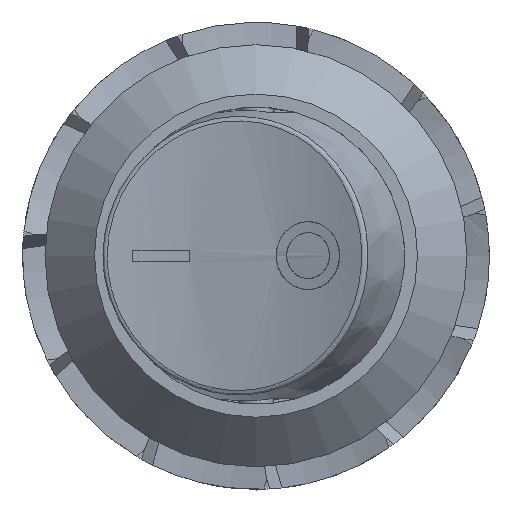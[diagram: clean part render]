
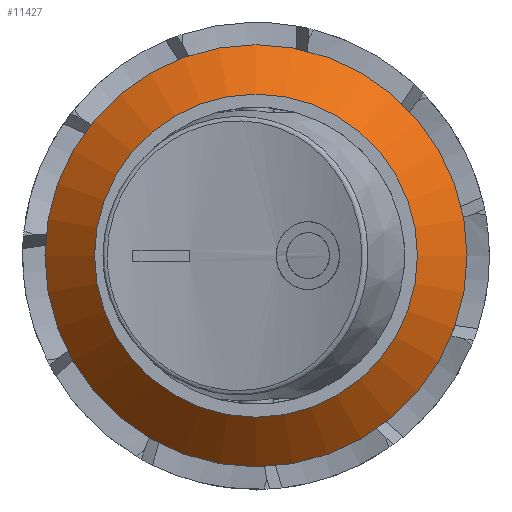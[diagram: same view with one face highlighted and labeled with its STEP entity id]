
A CAD part, top view. The second image highlights one B-rep face of the part: STEP entity #11427.
In plain terms, the highlighted conical face has half-angle 45 degrees and reference radius 25.4 mm.
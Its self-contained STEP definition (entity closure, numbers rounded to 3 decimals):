
#11400=CARTESIAN_POINT('',(0.0,0.0,-12.6));
#11401=DIRECTION('',(0.0,0.0,-1.0));
#11402=DIRECTION('',(1.0,0.0,0.0));
#11403=AXIS2_PLACEMENT_3D('',#11400,#11401,#11402);
#11404=CONICAL_SURFACE('',#11403,25.4,45.);
#11405=CARTESIAN_POINT('',(11.5,0.,1.3));
#11406=VERTEX_POINT('',#11405);
#11407=CARTESIAN_POINT('',(0.0,0.0,1.3));
#11408=DIRECTION('',(0.0,0.0,1.0));
#11409=DIRECTION('',(-1.0,0.0,0.0));
#11410=AXIS2_PLACEMENT_3D('',#11407,#11408,#11409);
#11411=CIRCLE('',#11410,11.5);
#11412=EDGE_CURVE('',#11406,#11406,#11411,.T.);
#11413=ORIENTED_EDGE('',*,*,#11412,.T.);
#11414=EDGE_LOOP('',(#11413));
#11415=FACE_OUTER_BOUND('',#11414,.T.);
#11416=CARTESIAN_POINT('',(8.8,0.,4.));
#11417=VERTEX_POINT('',#11416);
#11418=CARTESIAN_POINT('',(0.0,0.0,4.));
#11419=DIRECTION('',(0.0,0.0,-1.0));
#11420=DIRECTION('',(-1.0,0.0,0.0));
#11421=AXIS2_PLACEMENT_3D('',#11418,#11419,#11420);
#11422=CIRCLE('',#11421,8.8);
#11423=EDGE_CURVE('',#11417,#11417,#11422,.T.);
#11424=ORIENTED_EDGE('',*,*,#11423,.T.);
#11425=EDGE_LOOP('',(#11424));
#11426=FACE_BOUND('',#11425,.T.);
#11427=ADVANCED_FACE('',(#11415,#11426),#11404,.T.);
